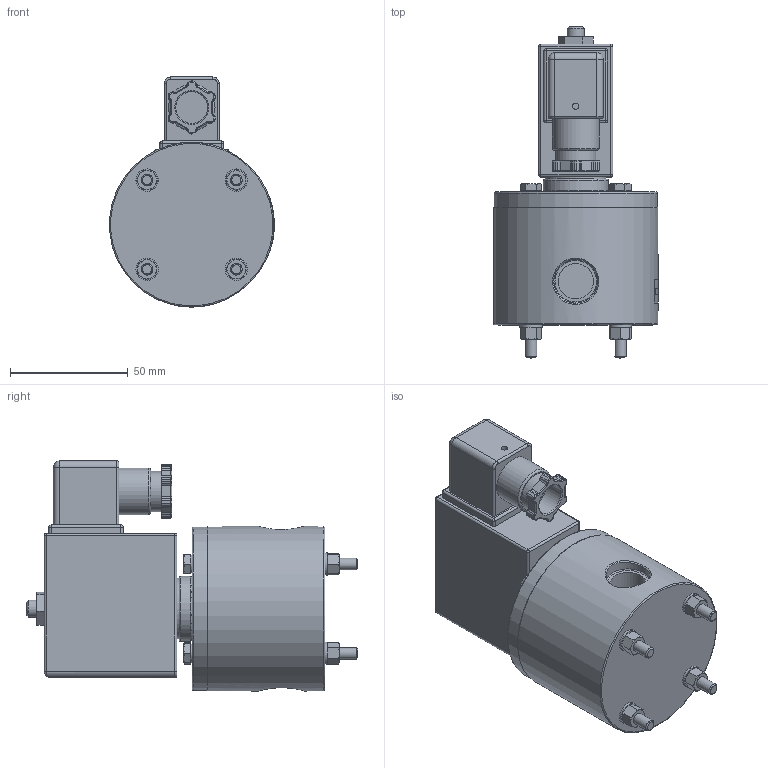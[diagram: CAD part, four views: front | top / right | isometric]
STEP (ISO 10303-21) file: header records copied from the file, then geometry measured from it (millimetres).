
FILE_DESCRIPTION(/* description */ (''),/* implementation_level */ '2;1');
FILE_NAME(/* name */ 'DN15_3D_STEP.stp',/* time_stamp */ '2025-08-29T13:40:28+03:00',/* author */ ('igorr'),/* organization */ (''),/* preprocessor_version */ 'ST-DEVELOPER v20',/* originating_system */ 'Autodesk Inventor 2025',/* authorisation */ '');
FILE_SCHEMA (('AUTOMOTIVE_DESIGN { 1 0 10303 214 3 1 1 }'));
Length unit declared in the file: millimetre
Products named in the file (7): Сборка1; Деталь1; Деталь1_1; BS 4183 - M8; AS 1110 - M5 x 10; ANSI B18.2.4.2M - M5x0,8; AS 1237 - 5
Assembly tree (15 placements, depth 2):
  Сборка1
    Деталь1
    Деталь1_1
    BS 4183 - M8
    AS 1110 - M5 x 10  x4
    ANSI B18.2.4.2M - M5x0,8  x4
    AS 1237 - 5  x4
Bounding box: 69.97 x 141 x 97.75 mm (x, y, z)
Volume: 347378.5 mm3; surface area: 51590.5 mm2
Topology: 19 solids, 19 shells, 525 faces, 1171 edges, 715 vertices
Faces by surface type: plane 229, cylinder 125, cone 91, bspline 45, torus 25, sphere 10
Full cylindrical faces by diameter (mm): 2.7 x1, 4.134 x4, 4.9 x4, 5 x4, 5.1 x4, 5.3 x4, 5.4 x4, 6.647 x1, 7.2 x1, 8 x4, 9.5 x4, 13.5 x1, 15 x2, 17.1 x1, 18.631 x2, 19.8 x1, 25.712 x2, 27.512 x1, 69.6 x1, 70 x1
Entity records: 11640 total; most frequent: CARTESIAN_POINT 2719, DIRECTION 1799, ORIENTED_EDGE 1696, EDGE_CURVE 848, AXIS2_PLACEMENT_3D 690, VERTEX_POINT 526, LINE 419, VECTOR 419
